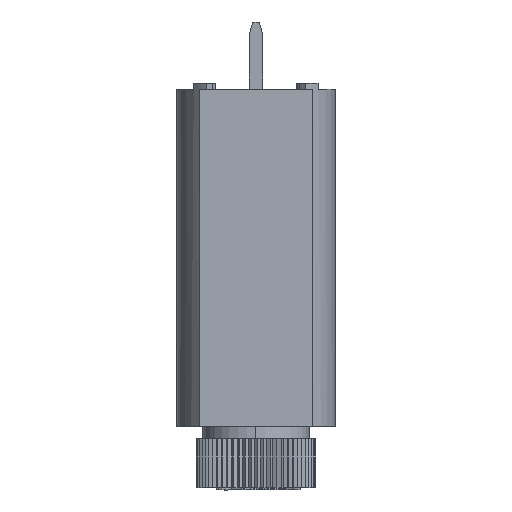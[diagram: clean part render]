
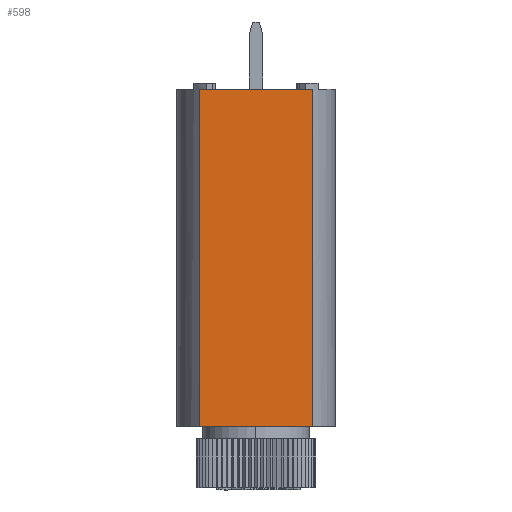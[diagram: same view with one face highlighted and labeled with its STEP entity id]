
A CAD part, front view. The second image highlights one B-rep face of the part: STEP entity #598.
In plain terms, the highlighted planar face has unit normal (0, -1, 0).
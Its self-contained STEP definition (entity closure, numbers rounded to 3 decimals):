
#485 = LINE ( 'NONE', #8919, #1213 ) ;
#598 = ADVANCED_FACE ( 'NONE', ( #6682 ), #2585, .T. ) ;
#662 = LINE ( 'NONE', #3168, #9699 ) ;
#690 = ORIENTED_EDGE ( 'NONE', *, *, #5352, .F. ) ;
#778 = VERTEX_POINT ( 'NONE', #1871 ) ;
#1213 = VECTOR ( 'NONE', #7211, 1000. ) ;
#1352 = DIRECTION ( 'NONE',  ( -1., 0., 0. ) ) ;
#1361 = VECTOR ( 'NONE', #1352, 1000. ) ;
#1375 = VERTEX_POINT ( 'NONE', #8150 ) ;
#1378 = EDGE_CURVE ( 'NONE', #1375, #7919, #662, .T. ) ;
#1871 = CARTESIAN_POINT ( 'NONE',  ( 4.65, -5.2, -11.866 ) ) ;
#2158 = DIRECTION ( 'NONE',  ( 0., 0., -1. ) ) ;
#2165 = AXIS2_PLACEMENT_3D ( 'NONE', #7513, #10034, #2420 ) ;
#2169 = CARTESIAN_POINT ( 'NONE',  ( -4.65, -5.2, 15.734 ) ) ;
#2355 = ORIENTED_EDGE ( 'NONE', *, *, #10586, .F. ) ;
#2369 = EDGE_LOOP ( 'NONE', ( #5915, #690, #2355, #6215 ) ) ;
#2420 = DIRECTION ( 'NONE',  ( 0., 0., -1. ) ) ;
#2585 = PLANE ( 'NONE',  #2165 ) ;
#3168 = CARTESIAN_POINT ( 'NONE',  ( -4.65, -5.2, 16.424 ) ) ;
#3838 = VECTOR ( 'NONE', #2158, 1000. ) ;
#5352 = EDGE_CURVE ( 'NONE', #778, #1375, #9071, .T. ) ;
#5915 = ORIENTED_EDGE ( 'NONE', *, *, #1378, .F. ) ;
#6215 = ORIENTED_EDGE ( 'NONE', *, *, #6694, .F. ) ;
#6317 = LINE ( 'NONE', #9671, #3838 ) ;
#6682 = FACE_OUTER_BOUND ( 'NONE', #2369, .T. ) ;
#6694 = EDGE_CURVE ( 'NONE', #7919, #8182, #485, .T. ) ;
#7211 = DIRECTION ( 'NONE',  ( 1., 0., 0. ) ) ;
#7513 = CARTESIAN_POINT ( 'NONE',  ( -4.883, -5.2, 16.424 ) ) ;
#7862 = CARTESIAN_POINT ( 'NONE',  ( 4.65, -5.2, 15.734 ) ) ;
#7919 = VERTEX_POINT ( 'NONE', #2169 ) ;
#8036 = CARTESIAN_POINT ( 'NONE',  ( -10.987, -5.2, -11.866 ) ) ;
#8150 = CARTESIAN_POINT ( 'NONE',  ( -4.65, -5.2, -11.866 ) ) ;
#8182 = VERTEX_POINT ( 'NONE', #7862 ) ;
#8919 = CARTESIAN_POINT ( 'NONE',  ( -9.949, -5.2, 15.734 ) ) ;
#9071 = LINE ( 'NONE', #8036, #1361 ) ;
#9671 = CARTESIAN_POINT ( 'NONE',  ( 4.65, -5.2, 16.424 ) ) ;
#9699 = VECTOR ( 'NONE', #9849, 1000. ) ;
#9849 = DIRECTION ( 'NONE',  ( 0., 0., 1. ) ) ;
#10034 = DIRECTION ( 'NONE',  ( 0., -1., 0. ) ) ;
#10586 = EDGE_CURVE ( 'NONE', #8182, #778, #6317, .T. ) ;
